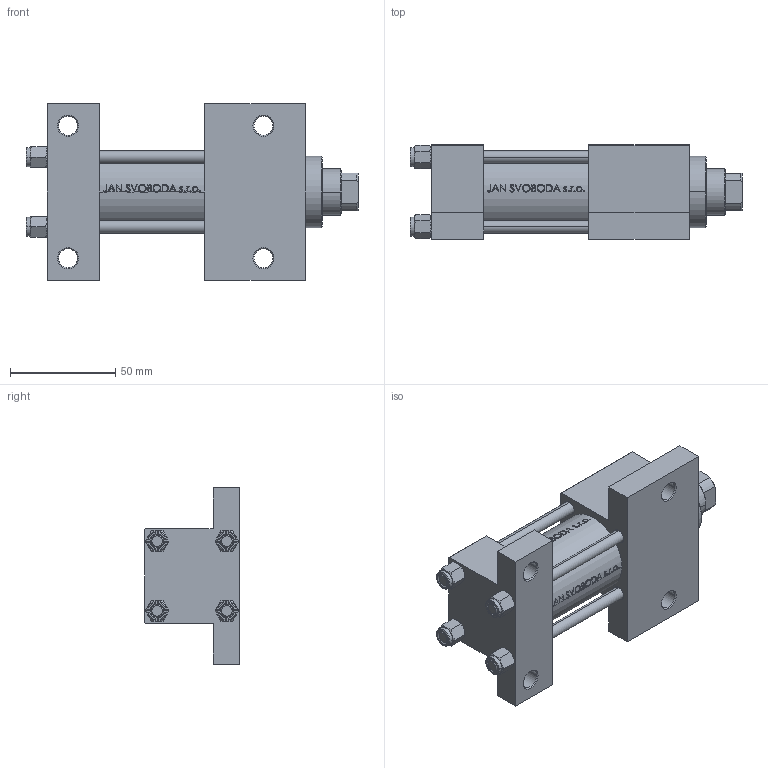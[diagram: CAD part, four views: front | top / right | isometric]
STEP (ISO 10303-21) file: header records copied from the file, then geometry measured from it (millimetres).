
FILE_DESCRIPTION (( 'STEP AP203' ), '1' );
FILE_NAME ('9ec0.STEP', '2022-04-14T09:29:18', ( '' ), ( '' ), 'SwSTEP 2.0', 'SolidWorks 2019', '' );
FILE_SCHEMA (( 'CONFIG_CONTROL_DESIGN' ));
Length unit declared in the file: millimetre
Products named in the file (6): V215CR_VCP_G bd7fdc65e6f9981b508b69179a2420cc; NUT_M5_G bd7fdc65e6f9981b508b69179a2420cc; V215_VC_A bd7fdc65e6f9981b508b69179a2420cc; V215CR_G_TYCINKA bd7fdc65e6f9981b508b69179a2420cc; V215CR_G_Body bd7fdc65e6f9981b508b69179a2420cc; 9ec0
Assembly tree (15 placements, depth 2):
  9ec0
    V215CR_G_Body bd7fdc65e6f9981b508b69179a2420cc
    V215CR_VCP_G bd7fdc65e6f9981b508b69179a2420cc
    V215CR_G_TYCINKA bd7fdc65e6f9981b508b69179a2420cc  x6
    NUT_M5_G bd7fdc65e6f9981b508b69179a2420cc  x6
    V215_VC_A bd7fdc65e6f9981b508b69179a2420cc
Bounding box: 158 x 45 x 84 mm (x, y, z)
Volume: 250438.4 mm3; surface area: 83653.8 mm2
Topology: 15 solids, 15 shells, 1168 faces, 2920 edges, 1861 vertices
Faces by surface type: plane 451, bspline 380, cone 188, cylinder 137, torus 12
Entity records: 47544 total; most frequent: CARTESIAN_POINT 25862, ORIENTED_EDGE 4996, DIRECTION 3042, EDGE_CURVE 2498, VERTEX_POINT 1621, VECTOR 1296, LINE 1296, EDGE_LOOP 1063
